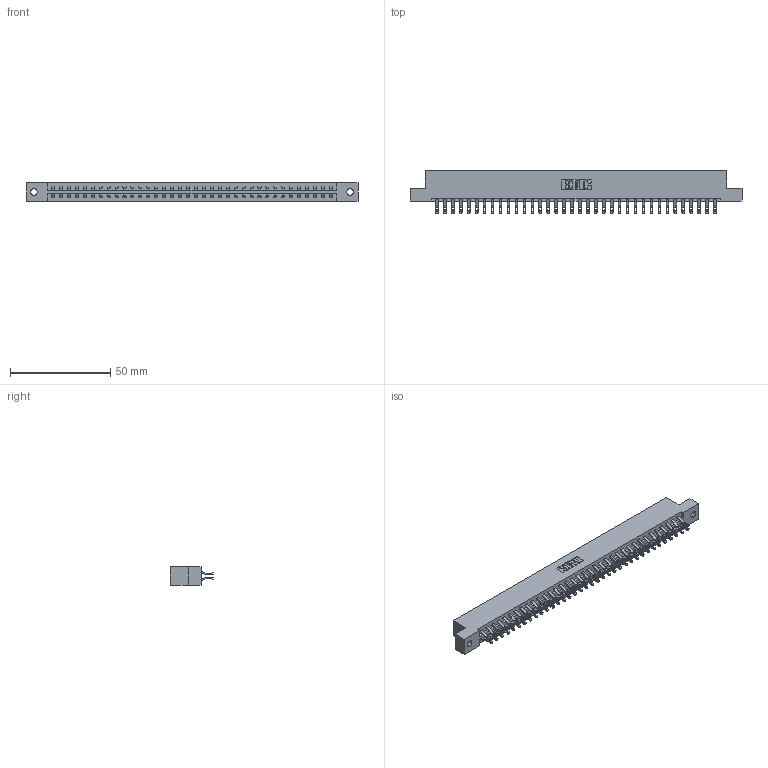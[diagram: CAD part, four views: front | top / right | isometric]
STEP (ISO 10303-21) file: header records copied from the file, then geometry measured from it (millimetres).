
FILE_DESCRIPTION (( 'STEP AP203' ), '1' );
FILE_NAME ('337-072-555-202.STEP', '2019-10-10T02:49:17', ( '' ), ( '' ), 'SwSTEP 2.0', 'SolidWorks 2016', '' );
FILE_SCHEMA (( 'CONFIG_CONTROL_DESIGN' ));
Length unit declared in the file: inch
Products named in the file (3): 337 Part_Flush Mounting Lugs - 0.128 Dia; 337-072-555-202; 345-292-001_555 Tail
Assembly tree (73 placements, depth 2):
  337-072-555-202
    337 Part_Flush Mounting Lugs - 0.128 Dia
    345-292-001_555 Tail  x72
Bounding box: 165.66 x 21.47 x 9.4 mm (x, y, z)
Volume: 17550.7 mm3; surface area: 20297.2 mm2
Topology: 73 solids, 73 shells, 4434 faces, 13919 edges, 9278 vertices
Faces by surface type: plane 2662, cylinder 1772
Entity records: 29017 total; most frequent: CARTESIAN_POINT 4928, ORIENTED_EDGE 4834, DIRECTION 4173, EDGE_CURVE 2417, LINE 2269, VECTOR 2269, VERTEX_POINT 1610, AXIS2_PLACEMENT_3D 952
